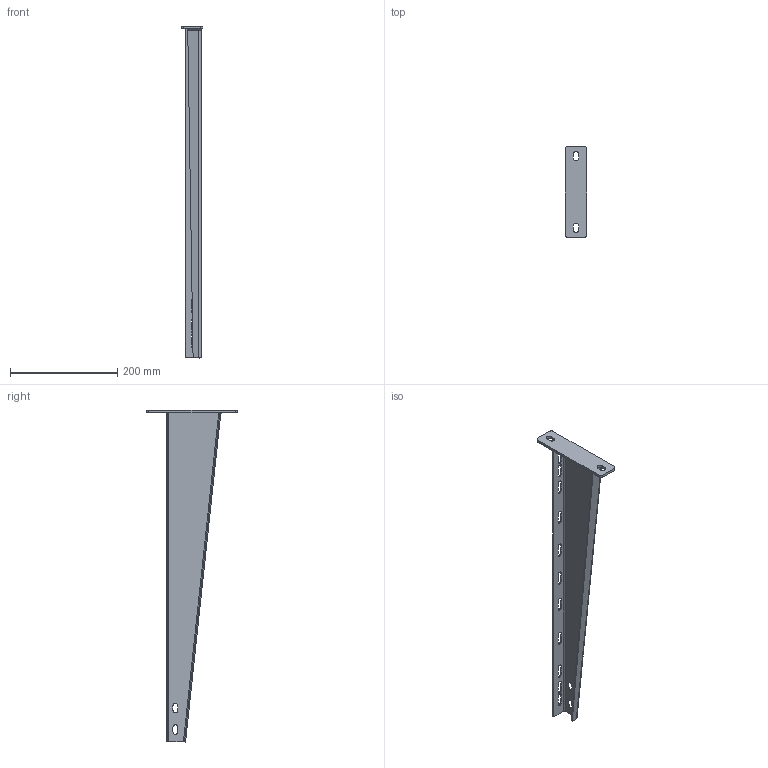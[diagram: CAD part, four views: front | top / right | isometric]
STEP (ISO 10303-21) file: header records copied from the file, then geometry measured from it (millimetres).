
FILE_DESCRIPTION((''),'2;1');
FILE_NAME('712160_ASM','2018-11-08T18:01:00',('tomasz.grudniewski'),(''),'CREO PARAMETRIC BY PTC INC, 2018260','CREO PARAMETRIC BY PTC INC, 2018260','');
FILE_SCHEMA(('CONFIG_CONTROL_DESIGN'));
Length unit declared in the file: millimetre
Products named in the file (3): PODSTAWA_40X170_PRT; WWCN_RAMIE_600_PRT; 712160_ASM
Assembly tree (2 placements, depth 2):
  712160_ASM
    PODSTAWA_40X170_PRT
    WWCN_RAMIE_600_PRT
Bounding box: 40 x 170 x 620.23 mm (x, y, z)
Volume: 165573 mm3; surface area: 153956.9 mm2
Topology: 2 solids, 3 shells, 141 faces, 396 edges, 260 vertices
Faces by surface type: plane 99, cylinder 38, bspline 3, cone 1
Entity records: 4773 total; most frequent: CARTESIAN_POINT 952, ORIENTED_EDGE 780, DIRECTION 749, EDGE_CURVE 396, VECTOR 315, LINE 315, VERTEX_POINT 260, AXIS2_PLACEMENT_3D 217
